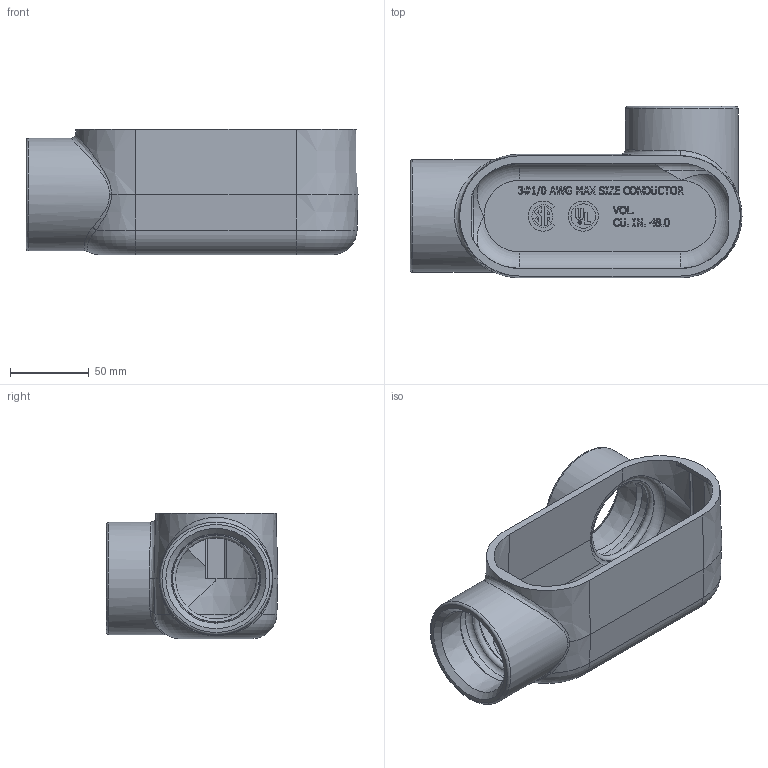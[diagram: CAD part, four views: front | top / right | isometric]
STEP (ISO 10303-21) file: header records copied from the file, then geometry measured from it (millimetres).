
FILE_DESCRIPTION(/* description */ (''),/* implementation_level */ '2;1');
FILE_NAME(/* name */ 'KIL_LR67.stp',/* time_stamp */ '2019-02-07T21:50:34+05:00',/* author */ ('avenkatesan'),/* organization */ (''),/* preprocessor_version */ 'ST-DEVELOPER v17',/* originating_system */ 'Autodesk Inventor 2018',/* authorisation */ '');
FILE_SCHEMA (('AUTOMOTIVE_DESIGN { 1 0 10303 214 3 1 1 }'));
Length unit declared in the file: inch
Products named in the file (1): 17710-2
Bounding box: 210.33 x 108.73 x 79.38 mm (x, y, z)
Volume: 270092 mm3; surface area: 109702.3 mm2
Topology: 1 solids, 1 shells, 855 faces, 2311 edges, 1533 vertices
Faces by surface type: plane 524, bspline 261, cylinder 36, cone 20, torus 14
Full cylindrical faces by diameter (mm): 1.772 x1, 2.115 x1, 15.526 x1, 19.05 x1, 60.477 x2, 71.425 x2
Entity records: 31026 total; most frequent: CARTESIAN_POINT 11172, ORIENTED_EDGE 4622, DIRECTION 3090, EDGE_CURVE 2311, LINE 1600, VECTOR 1600, VERTEX_POINT 1533, EDGE_LOOP 934
